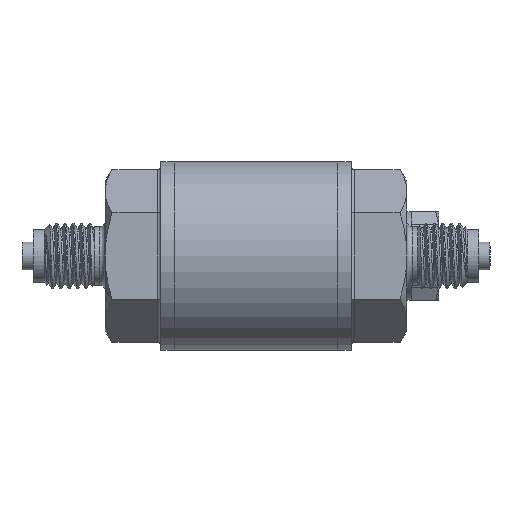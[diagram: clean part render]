
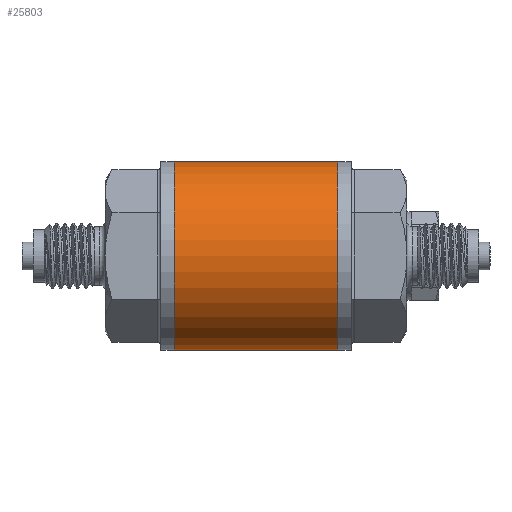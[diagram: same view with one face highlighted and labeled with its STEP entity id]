
A CAD part, front view. The second image highlights one B-rep face of the part: STEP entity #25803.
In plain terms, the highlighted cylindrical face has radius 17 mm (diameter 34 mm), a full revolution.
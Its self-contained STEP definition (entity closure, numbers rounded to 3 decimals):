
#361=FACE_BOUND('',#3676,.T.);
#2182=FACE_OUTER_BOUND('',#3675,.T.);
#3675=EDGE_LOOP('',(#19290,#19291,#19292,#19293));
#3676=EDGE_LOOP('',(#19294,#19295));
#4920=CIRCLE('',#27205,17.);
#4921=CIRCLE('',#27206,17.);
#5872=B_SPLINE_CURVE_WITH_KNOTS('',3,(#46996,#46997,#46998,#46999,#47000,
#47001,#47002,#47003,#47004,#47005,#47006,#47007,#47008,#47009,#47010,#47011,
#47012,#47013,#47014,#47015),.UNSPECIFIED.,.F.,.F.,(4,2,2,2,2,2,2,2,2,4),
(-5.022,-4.957,-4.66,-4.362,
-4.065,-3.767,-3.47,-2.9,
-2.615,-2.33),.UNSPECIFIED.);
#5873=B_SPLINE_CURVE_WITH_KNOTS('',3,(#47016,#47017,#47018,#47019,#47020,
#47021,#47022,#47023,#47024,#47025,#47026,#47027,#47028,#47029,#47030,#47031,
#47032,#47033,#47034,#47035,#47036,#47037,#47038,#47039,#47040,#47041,#47042,
#47043,#47044,#47045,#47046,#47047,#47048,#47049,#47050,#47051,#47052,#47053,
#47054,#47055,#47056,#47057,#47058),.UNSPECIFIED.,.F.,.F.,(4,2,2,2,2,2,
2,3,2,2,2,2,2,2,2,2,2,2,2,2,4),(-2.33,-2.045,-1.76,
-1.19,-0.893,-0.595,-0.298,
0.,0.298,0.595,0.893,1.19,
1.76,2.045,2.33,2.615,2.9,
3.47,3.767,4.065,4.297),
 .UNSPECIFIED.);
#7077=LINE('',#47074,#8980);
#8980=VECTOR('',#29345,17.);
#11213=VERTEX_POINT('',#46994);
#11214=VERTEX_POINT('',#46995);
#11217=VERTEX_POINT('',#47071);
#11218=VERTEX_POINT('',#47073);
#14231=EDGE_CURVE('',#11213,#11214,#5872,.T.);
#14232=EDGE_CURVE('',#11214,#11213,#5873,.T.);
#14237=EDGE_CURVE('',#11217,#11217,#4920,.T.);
#14238=EDGE_CURVE('',#11217,#11218,#7077,.T.);
#14239=EDGE_CURVE('',#11218,#11218,#4921,.T.);
#19290=ORIENTED_EDGE('',*,*,#14237,.F.);
#19291=ORIENTED_EDGE('',*,*,#14238,.T.);
#19292=ORIENTED_EDGE('',*,*,#14239,.F.);
#19293=ORIENTED_EDGE('',*,*,#14238,.F.);
#19294=ORIENTED_EDGE('',*,*,#14231,.T.);
#19295=ORIENTED_EDGE('',*,*,#14232,.T.);
#25224=CYLINDRICAL_SURFACE('',#27204,17.);
#25803=ADVANCED_FACE('',(#2182,#361),#25224,.T.);
#27204=AXIS2_PLACEMENT_3D('',#47070,#29341,#29342);
#27205=AXIS2_PLACEMENT_3D('',#47072,#29343,#29344);
#27206=AXIS2_PLACEMENT_3D('',#47075,#29346,#29347);
#29341=DIRECTION('center_axis',(1.,0.,0.));
#29342=DIRECTION('ref_axis',(0.,0.,-1.));
#29343=DIRECTION('center_axis',(1.,0.,0.));
#29344=DIRECTION('ref_axis',(0.,0.,-1.));
#29345=DIRECTION('',(-1.,0.,0.));
#29346=DIRECTION('center_axis',(-1.,0.,0.));
#29347=DIRECTION('ref_axis',(0.,0.,-1.));
#46994=CARTESIAN_POINT('',(3.5,9.909,13.813));
#46995=CARTESIAN_POINT('',(-14.25,17.,0.));
#46996=CARTESIAN_POINT('Ctrl Pts',(3.5,9.909,13.813));
#46997=CARTESIAN_POINT('Ctrl Pts',(3.3,9.838,13.864));
#46998=CARTESIAN_POINT('Ctrl Pts',(3.099,9.772,13.911));
#46999=CARTESIAN_POINT('Ctrl Pts',(1.961,9.433,14.147));
#47000=CARTESIAN_POINT('Ctrl Pts',(0.992,9.27,14.25));
#47001=CARTESIAN_POINT('Ctrl Pts',(-0.992,9.27,
14.25));
#47002=CARTESIAN_POINT('Ctrl Pts',(-1.961,9.433,14.147));
#47003=CARTESIAN_POINT('Ctrl Pts',(-3.829,9.99,13.759));
#47004=CARTESIAN_POINT('Ctrl Pts',(-4.729,10.381,13.475));
#47005=CARTESIAN_POINT('Ctrl Pts',(-6.439,11.264,12.746));
#47006=CARTESIAN_POINT('Ctrl Pts',(-7.251,11.755,12.301));
#47007=CARTESIAN_POINT('Ctrl Pts',(-8.759,12.741,11.277));
#47008=CARTESIAN_POINT('Ctrl Pts',(-9.454,13.234,10.698));
#47009=CARTESIAN_POINT('Ctrl Pts',(-11.268,14.569,8.885));
#47010=CARTESIAN_POINT('Ctrl Pts',(-12.355,15.44,7.35));
#47011=CARTESIAN_POINT('Ctrl Pts',(-13.475,16.354,4.732));
#47012=CARTESIAN_POINT('Ctrl Pts',(-13.766,16.596,3.807));
#47013=CARTESIAN_POINT('Ctrl Pts',(-14.154,16.919,1.916));
#47014=CARTESIAN_POINT('Ctrl Pts',(-14.25,17.,0.95));
#47015=CARTESIAN_POINT('Ctrl Pts',(-14.25,17.,0.));
#47016=CARTESIAN_POINT('Ctrl Pts',(-14.25,17.,0.));
#47017=CARTESIAN_POINT('Ctrl Pts',(-14.25,17.,-0.95));
#47018=CARTESIAN_POINT('Ctrl Pts',(-14.154,16.919,-1.916));
#47019=CARTESIAN_POINT('Ctrl Pts',(-13.766,16.596,-3.807));
#47020=CARTESIAN_POINT('Ctrl Pts',(-13.475,16.354,-4.732));
#47021=CARTESIAN_POINT('Ctrl Pts',(-12.355,15.44,-7.35));
#47022=CARTESIAN_POINT('Ctrl Pts',(-11.268,14.569,-8.885));
#47023=CARTESIAN_POINT('Ctrl Pts',(-9.454,13.234,-10.698));
#47024=CARTESIAN_POINT('Ctrl Pts',(-8.759,12.741,-11.277));
#47025=CARTESIAN_POINT('Ctrl Pts',(-7.251,11.755,-12.301));
#47026=CARTESIAN_POINT('Ctrl Pts',(-6.439,11.264,-12.746));
#47027=CARTESIAN_POINT('Ctrl Pts',(-4.729,10.381,-13.475));
#47028=CARTESIAN_POINT('Ctrl Pts',(-3.829,9.99,-13.759));
#47029=CARTESIAN_POINT('Ctrl Pts',(-1.961,9.433,-14.147));
#47030=CARTESIAN_POINT('Ctrl Pts',(-0.992,9.27,
-14.25));
#47031=CARTESIAN_POINT('Ctrl Pts',(0.,9.27,-14.25));
#47032=CARTESIAN_POINT('Ctrl Pts',(0.992,9.27,-14.25));
#47033=CARTESIAN_POINT('Ctrl Pts',(1.961,9.433,-14.147));
#47034=CARTESIAN_POINT('Ctrl Pts',(3.829,9.99,-13.759));
#47035=CARTESIAN_POINT('Ctrl Pts',(4.729,10.381,-13.475));
#47036=CARTESIAN_POINT('Ctrl Pts',(6.439,11.264,-12.746));
#47037=CARTESIAN_POINT('Ctrl Pts',(7.251,11.755,-12.301));
#47038=CARTESIAN_POINT('Ctrl Pts',(8.759,12.741,-11.277));
#47039=CARTESIAN_POINT('Ctrl Pts',(9.454,13.234,-10.698));
#47040=CARTESIAN_POINT('Ctrl Pts',(11.268,14.569,-8.885));
#47041=CARTESIAN_POINT('Ctrl Pts',(12.355,15.44,-7.35));
#47042=CARTESIAN_POINT('Ctrl Pts',(13.475,16.354,-4.732));
#47043=CARTESIAN_POINT('Ctrl Pts',(13.766,16.596,-3.807));
#47044=CARTESIAN_POINT('Ctrl Pts',(14.154,16.919,-1.916));
#47045=CARTESIAN_POINT('Ctrl Pts',(14.25,17.,-0.95));
#47046=CARTESIAN_POINT('Ctrl Pts',(14.25,17.,0.95));
#47047=CARTESIAN_POINT('Ctrl Pts',(14.154,16.919,1.916));
#47048=CARTESIAN_POINT('Ctrl Pts',(13.766,16.596,3.807));
#47049=CARTESIAN_POINT('Ctrl Pts',(13.475,16.354,4.732));
#47050=CARTESIAN_POINT('Ctrl Pts',(12.355,15.44,7.35));
#47051=CARTESIAN_POINT('Ctrl Pts',(11.268,14.569,8.885));
#47052=CARTESIAN_POINT('Ctrl Pts',(9.454,13.234,10.698));
#47053=CARTESIAN_POINT('Ctrl Pts',(8.759,12.741,11.277));
#47054=CARTESIAN_POINT('Ctrl Pts',(7.251,11.755,12.301));
#47055=CARTESIAN_POINT('Ctrl Pts',(6.439,11.264,12.746));
#47056=CARTESIAN_POINT('Ctrl Pts',(4.915,10.477,13.395));
#47057=CARTESIAN_POINT('Ctrl Pts',(4.219,10.163,13.631));
#47058=CARTESIAN_POINT('Ctrl Pts',(3.5,9.909,13.813));
#47070=CARTESIAN_POINT('Origin',(0.,0.,0.));
#47071=CARTESIAN_POINT('',(14.7,0.,17.));
#47072=CARTESIAN_POINT('Origin',(14.7,0.,0.));
#47073=CARTESIAN_POINT('',(-14.7,0.,17.));
#47074=CARTESIAN_POINT('',(0.,0.,17.));
#47075=CARTESIAN_POINT('Origin',(-14.7,0.,0.));
